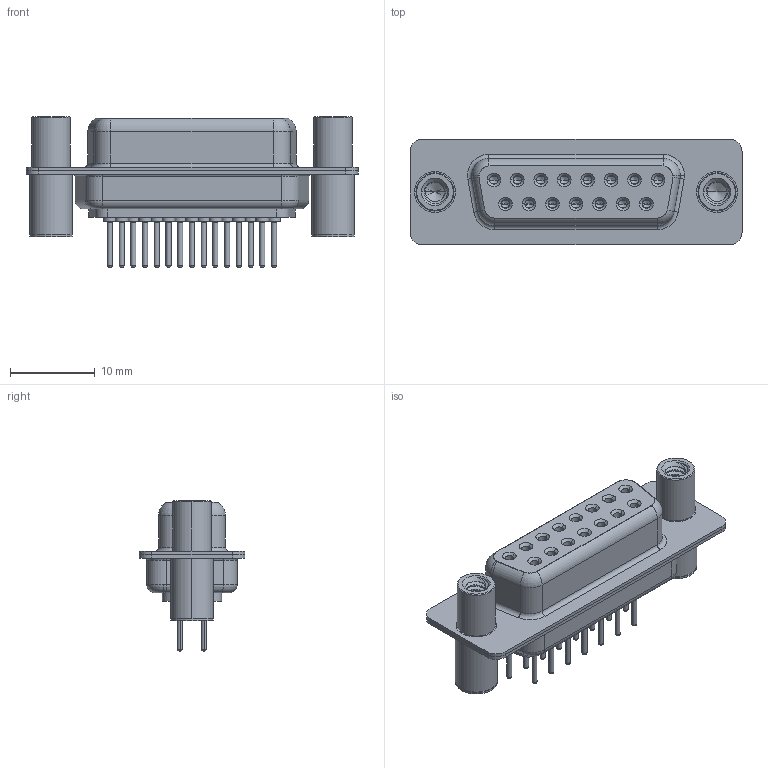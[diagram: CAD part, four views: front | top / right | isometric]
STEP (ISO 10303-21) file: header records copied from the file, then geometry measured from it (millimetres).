
FILE_DESCRIPTION (( 'STEP AP203' ), '1' );
FILE_NAME ('628-M15-221-WN4.STEP', '2020-07-16T21:14:33', ( '' ), ( '' ), 'SwSTEP 2.0', 'SolidWorks 2020', '' );
FILE_SCHEMA (( 'CONFIG_CONTROL_DESIGN' ));
Length unit declared in the file: millimetre
Products named in the file (7): 628M Housing_15 Contacts; 628M Shell Rear_15 Contacts; 628M Contact Row 2_21; 628-M15-221-WN4; 628M 4-40 Threaded Standoff and Board Spacer; 628M Shell Front_15 Contacts; 628M Contact Row 1_21
Assembly tree (20 placements, depth 2):
  628-M15-221-WN4
    628M Housing_15 Contacts
    628M Shell Front_15 Contacts
    628M Shell Rear_15 Contacts
    628M Contact Row 1_21  x8
    628M Contact Row 2_21  x7
    628M 4-40 Threaded Standoff and Board Spacer  x2
Bounding box: 39.2 x 12.5 x 17.8 mm (x, y, z)
Volume: 2758.5 mm3; surface area: 6728.6 mm2
Topology: 20 solids, 20 shells, 1190 faces, 2801 edges, 1720 vertices
Faces by surface type: cylinder 474, plane 298, torus 271, cone 135, bspline 12
Entity records: 19680 total; most frequent: CARTESIAN_POINT 5216, DIRECTION 3036, ORIENTED_EDGE 2650, EDGE_CURVE 1325, AXIS2_PLACEMENT_3D 1272, VERTEX_POINT 832, CIRCLE 687, EDGE_LOOP 673
